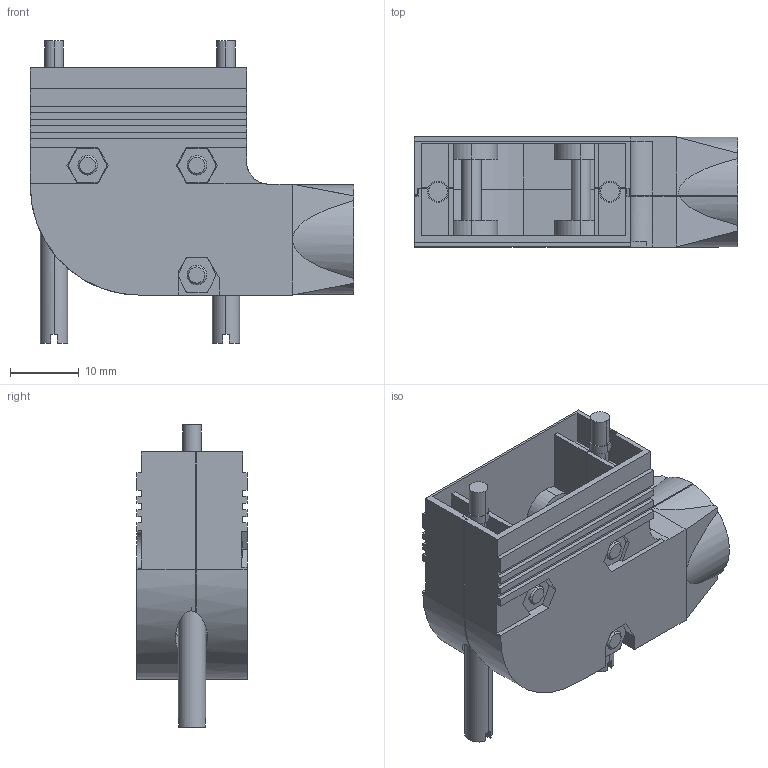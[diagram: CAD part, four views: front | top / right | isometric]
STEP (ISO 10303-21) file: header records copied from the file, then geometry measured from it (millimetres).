
FILE_DESCRIPTION (( 'STEP AP214' ), '1' );
FILE_NAME ('FM1048_3D.step', '2023-10-04T16:31:12', ( '' ), ( '' ), 'SwSTEP 2.0', 'SolidWorks 2022', '' );
FILE_SCHEMA (( 'AUTOMOTIVE_DESIGN' ));
Length unit declared in the file: inch
Products named in the file (6): Copy of SDRA9AG-MA1^FM1048; Copy of SDRA9AG-MA5^FM1048; FM1048_3D; Copy of SDRA9AG-MA3^FM1048_4-40 x .437 PAN HEAD SCREW SS; Copy of SDRA9AG-MA4^FM1048_DEFAULT; Copy of SDRA9AG-MA2^FM1048
Assembly tree (10 placements, depth 2):
  FM1048_3D
    Copy of SDRA9AG-MA2^FM1048
    Copy of SDRA9AG-MA1^FM1048
    Copy of SDRA9AG-MA3^FM1048_4-40 x .437 PAN HEAD SCREW SS  x3
    Copy of SDRA9AG-MA4^FM1048_DEFAULT  x3
    Copy of SDRA9AG-MA5^FM1048  x2
Bounding box: 46.99 x 16 x 43.94 mm (x, y, z)
Volume: 6476 mm3; surface area: 11795 mm2
Topology: 10 solids, 10 shells, 448 faces, 1226 edges, 808 vertices
Faces by surface type: plane 289, cylinder 147, cone 6, torus 6
Entity records: 11590 total; most frequent: CARTESIAN_POINT 2206, ORIENTED_EDGE 1940, DIRECTION 1881, EDGE_CURVE 970, LINE 695, VECTOR 695, VERTEX_POINT 640, AXIS2_PLACEMENT_3D 593
